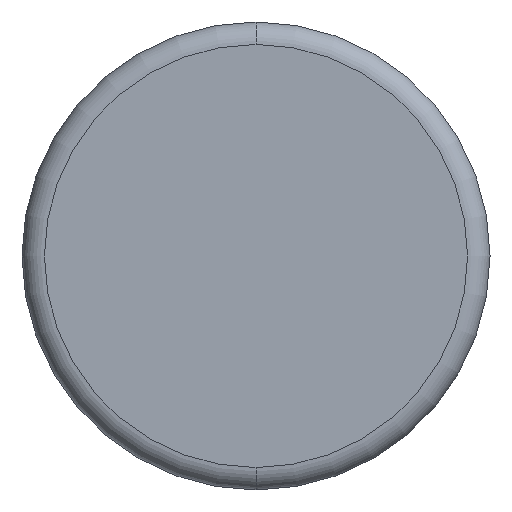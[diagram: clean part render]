
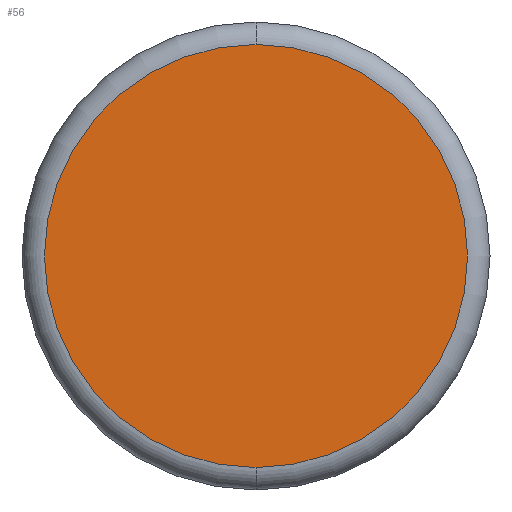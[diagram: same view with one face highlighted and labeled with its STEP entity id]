
A CAD part, front view. The second image highlights one B-rep face of the part: STEP entity #56.
In plain terms, the highlighted planar face has unit normal (0, -1, 0).
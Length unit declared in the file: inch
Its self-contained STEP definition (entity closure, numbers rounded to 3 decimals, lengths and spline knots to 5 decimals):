
#23 = FACE_OUTER_BOUND ( 'NONE', #320, .T. ) ;
#39 = DIRECTION ( 'NONE',  ( 0., 0., -1. ) ) ;
#46 = AXIS2_PLACEMENT_3D ( 'NONE', #239, #316, #168 ) ;
#56 = ADVANCED_FACE ( 'NONE', ( #23 ), #359, .T. ) ;
#78 = CARTESIAN_POINT ( 'NONE',  ( 0., 0., 0.2825 ) ) ;
#109 = CIRCLE ( 'NONE', #46, 0.2825 ) ;
#137 = CARTESIAN_POINT ( 'NONE',  ( 0., 0., -0.2825 ) ) ;
#168 = DIRECTION ( 'NONE',  ( 0., 0., -1. ) ) ;
#197 = AXIS2_PLACEMENT_3D ( 'NONE', #288, #312, #39 ) ;
#234 = CARTESIAN_POINT ( 'NONE',  ( 0., 0., 0. ) ) ;
#239 = CARTESIAN_POINT ( 'NONE',  ( 0., 0., 0. ) ) ;
#265 = EDGE_CURVE ( 'NONE', #305, #293, #109, .T. ) ;
#271 = AXIS2_PLACEMENT_3D ( 'NONE', #234, #321, #291 ) ;
#276 = ORIENTED_EDGE ( 'NONE', *, *, #265, .T. ) ;
#288 = CARTESIAN_POINT ( 'NONE',  ( 0., 0., 0. ) ) ;
#291 = DIRECTION ( 'NONE',  ( 0., 0., -1. ) ) ;
#293 = VERTEX_POINT ( 'NONE', #78 ) ;
#303 = EDGE_CURVE ( 'NONE', #293, #305, #310, .T. ) ;
#305 = VERTEX_POINT ( 'NONE', #137 ) ;
#310 = CIRCLE ( 'NONE', #271, 0.2825 ) ;
#312 = DIRECTION ( 'NONE',  ( 0., -1., 0. ) ) ;
#316 = DIRECTION ( 'NONE',  ( 0., -1., 0. ) ) ;
#320 = EDGE_LOOP ( 'NONE', ( #276, #335 ) ) ;
#321 = DIRECTION ( 'NONE',  ( 0., -1., 0. ) ) ;
#335 = ORIENTED_EDGE ( 'NONE', *, *, #303, .T. ) ;
#359 = PLANE ( 'NONE',  #197 ) ;
